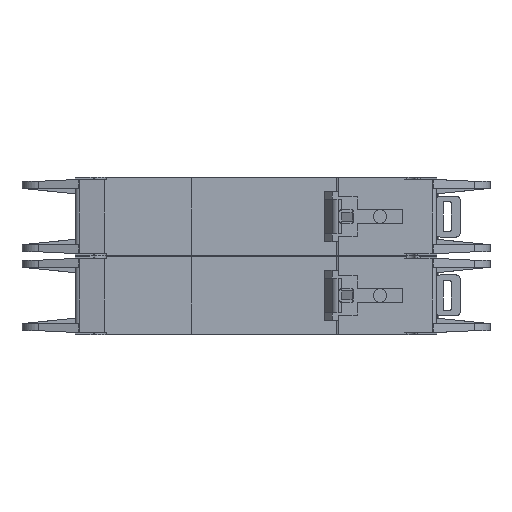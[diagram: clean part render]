
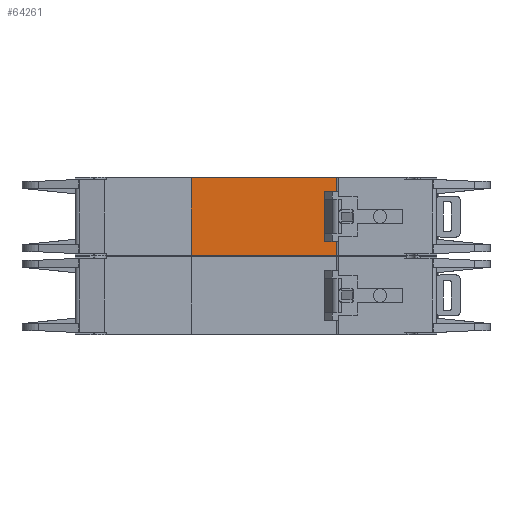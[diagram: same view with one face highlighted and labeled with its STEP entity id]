
A CAD part, front view. The second image highlights one B-rep face of the part: STEP entity #64261.
In plain terms, the highlighted planar face has unit normal (0, -1, 0).
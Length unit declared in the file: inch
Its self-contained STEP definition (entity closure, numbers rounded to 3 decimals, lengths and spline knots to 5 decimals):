
#1196 = FACE_OUTER_BOUND ( 'NONE', #37106, .T. ) ;
#1779 = CARTESIAN_POINT ( 'NONE',  ( 0.88583, 0.21654, -0.15748 ) ) ;
#6291 = VERTEX_POINT ( 'NONE', #26535 ) ;
#7765 = CARTESIAN_POINT ( 'NONE',  ( 2.28346, 0.21654, -0.34252 ) ) ;
#10240 = VERTEX_POINT ( 'NONE', #70802 ) ;
#12797 = EDGE_CURVE ( 'NONE', #27731, #6291, #40751, .T. ) ;
#13270 = CARTESIAN_POINT ( 'NONE',  ( 2.28346, 0.21654, -0.15748 ) ) ;
#15472 = VECTOR ( 'NONE', #48783, 39.37008 ) ;
#21900 = EDGE_CURVE ( 'NONE', #61581, #27731, #73370, .T. ) ;
#25469 = VECTOR ( 'NONE', #43660, 39.37008 ) ;
#25593 = DIRECTION ( 'NONE',  ( 0., 0., -1. ) ) ;
#25767 = CARTESIAN_POINT ( 'NONE',  ( 0.72473, 0.21654, 0.34252 ) ) ;
#26535 = CARTESIAN_POINT ( 'NONE',  ( 2.28346, 0.21654, 0.34252 ) ) ;
#27731 = VERTEX_POINT ( 'NONE', #52374 ) ;
#28293 = CARTESIAN_POINT ( 'NONE',  ( 2.28346, 0.21654, -0.15748 ) ) ;
#30418 = AXIS2_PLACEMENT_3D ( 'NONE', #13270, #37084, #49180 ) ;
#32843 = ORIENTED_EDGE ( 'NONE', *, *, #64181, .F. ) ;
#34016 = ORIENTED_EDGE ( 'NONE', *, *, #12797, .T. ) ;
#35276 = DIRECTION ( 'NONE',  ( 0., 0., 1. ) ) ;
#37084 = DIRECTION ( 'NONE',  ( 0., -1., 0. ) ) ;
#37106 = EDGE_LOOP ( 'NONE', ( #34016, #32843, #55720, #69344 ) ) ;
#37331 = VECTOR ( 'NONE', #25593, 39.37008 ) ;
#40751 = LINE ( 'NONE', #28293, #59326 ) ;
#43660 = DIRECTION ( 'NONE',  ( 1., 0., 0. ) ) ;
#48783 = DIRECTION ( 'NONE',  ( 1., 0., 0. ) ) ;
#49180 = DIRECTION ( 'NONE',  ( 0., 0., -1. ) ) ;
#52374 = CARTESIAN_POINT ( 'NONE',  ( 2.28346, 0.21654, -0.34252 ) ) ;
#55243 = LINE ( 'NONE', #1779, #37331 ) ;
#55720 = ORIENTED_EDGE ( 'NONE', *, *, #57662, .T. ) ;
#57662 = EDGE_CURVE ( 'NONE', #10240, #61581, #55243, .T. ) ;
#59326 = VECTOR ( 'NONE', #35276, 39.37008 ) ;
#60149 = LINE ( 'NONE', #25767, #15472 ) ;
#61581 = VERTEX_POINT ( 'NONE', #68619 ) ;
#64181 = EDGE_CURVE ( 'NONE', #10240, #6291, #60149, .T. ) ;
#64261 = ADVANCED_FACE ( 'NONE', ( #1196 ), #66791, .T. ) ;
#66791 = PLANE ( 'NONE',  #30418 ) ;
#68619 = CARTESIAN_POINT ( 'NONE',  ( 0.88583, 0.21654, -0.34252 ) ) ;
#69344 = ORIENTED_EDGE ( 'NONE', *, *, #21900, .T. ) ;
#70802 = CARTESIAN_POINT ( 'NONE',  ( 0.88583, 0.21654, 0.34252 ) ) ;
#73370 = LINE ( 'NONE', #7765, #25469 ) ;
